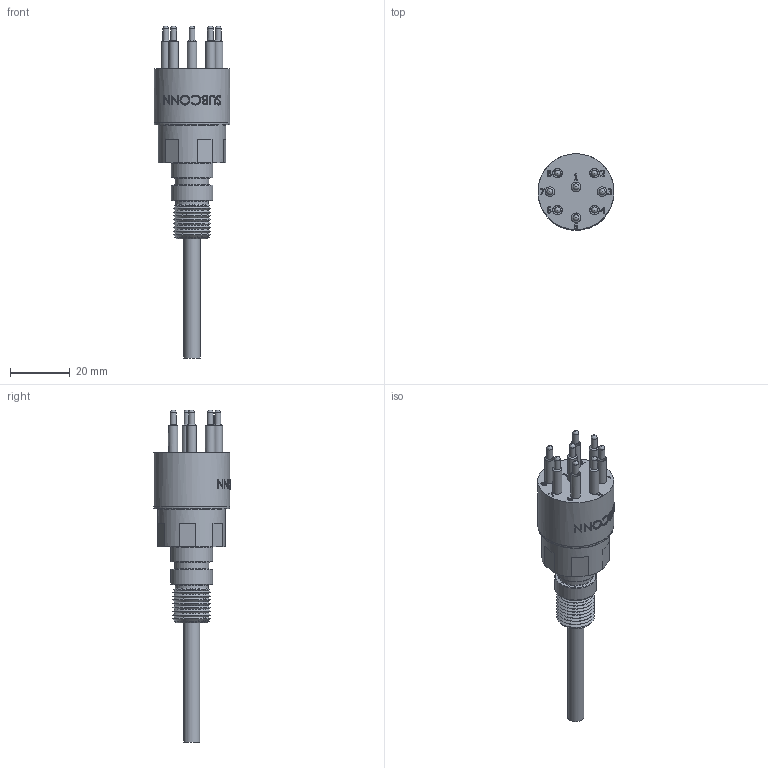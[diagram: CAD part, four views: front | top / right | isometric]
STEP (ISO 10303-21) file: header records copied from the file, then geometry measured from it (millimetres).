
FILE_DESCRIPTION(/* description */ (''),/* implementation_level */ '2;1');
FILE_NAME(/* name */ 'DBH8M 2 O-ring.stp',/* time_stamp */ '2021-01-13T08:18:57+01:00',/* author */ ('sh'),/* organization */ (''),/* preprocessor_version */ 'ST-DEVELOPER v17.2',/* originating_system */ 'Autodesk Inventor 2019',/* authorisation */ '');
FILE_SCHEMA (('AUTOMOTIVE_DESIGN { 1 0 10303 214 3 1 1 }'));
Length unit declared in the file: millimetre
Products named in the file (1): Part2
Bounding box: 25.4 x 25.6 x 111.02 mm (x, y, z)
Volume: 19387.8 mm3; surface area: 6339.9 mm2
Topology: 1 solids, 1 shells, 351 faces, 976 edges, 666 vertices
Faces by surface type: bspline 146, plane 130, cylinder 34, cone 28, torus 13
Full cylindrical faces by diameter (mm): 1.986 x8, 3.175 x8, 5.461 x1, 11.024 x1, 11.379 x1, 13.975 x2, 22.606 x1, 25.349 x1, 25.4 x1
Entity records: 26733 total; most frequent: CARTESIAN_POINT 17970, ORIENTED_EDGE 1952, DIRECTION 1377, EDGE_CURVE 976, VERTEX_POINT 666, AXIS2_PLACEMENT_3D 467, LINE 443, VECTOR 443
